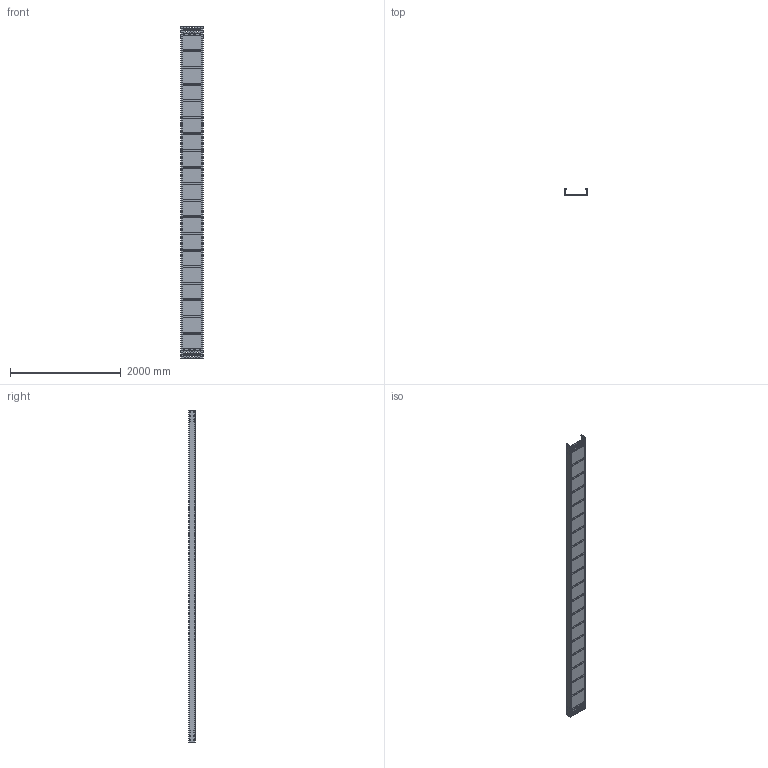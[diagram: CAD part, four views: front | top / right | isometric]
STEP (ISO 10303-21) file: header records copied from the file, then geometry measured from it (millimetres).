
FILE_DESCRIPTION((''),'2;1');
FILE_NAME('6098119_ASM','2012-12-13T',('AndreasKeweloh'),(''),'PRO/ENGINEER BY PARAMETRIC TECHNOLOGY CORPORATION, 2012230','PRO/ENGINEER BY PARAMETRIC TECHNOLOGY CORPORATION, 2012230','');
FILE_SCHEMA(('CONFIG_CONTROL_DESIGN'));
Length unit declared in the file: millimetre
Products named in the file (4): 60981119_HOLM1; 6098119_HOLM2; 6098119_BODEN; 6098119_ASM
Assembly tree (3 placements, depth 2):
  6098119_ASM
    60981119_HOLM1
    6098119_HOLM2
    6098119_BODEN
Bounding box: 400 x 110 x 6000 mm (x, y, z)
Volume: 7541822 mm3; surface area: 8811787 mm2
Topology: 3 solids, 3 shells, 830 faces, 2412 edges, 1592 vertices
Faces by surface type: plane 434, cylinder 396
Entity records: 27968 total; most frequent: DIRECTION 4878, CARTESIAN_POINT 4841, ORIENTED_EDGE 4824, EDGE_CURVE 2412, AXIS2_PLACEMENT_3D 1629, VECTOR 1620, LINE 1620, VERTEX_POINT 1592
